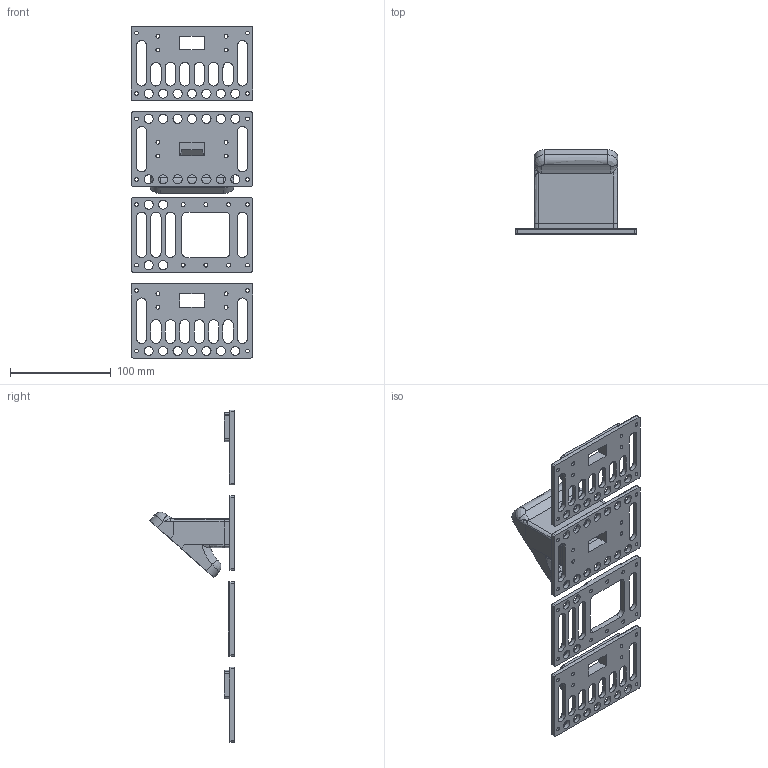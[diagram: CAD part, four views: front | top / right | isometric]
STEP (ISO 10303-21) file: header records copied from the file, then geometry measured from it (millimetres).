
FILE_DESCRIPTION(/* description */ (''),/* implementation_level */ '2;1');
FILE_NAME(/* name */ 'SideCovers.step',/* time_stamp */ '2019-06-21T14:53:51+02:00',/* author */ (''),/* organization */ (''),/* preprocessor_version */ 'ST-DEVELOPER v18',/* originating_system */ 'Autodesk Translation Framework v8.2.0.1029',/* authorisation */ '');
FILE_SCHEMA (('AUTOMOTIVE_DESIGN { 1 0 10303 214 3 1 1 }'));
Length unit declared in the file: millimetre
Products named in the file (6): SideCovers; SideCoverForPowerSocket; SideCoverForGLCDHolder; GLCD_Holder; GLCD_SideCover; SideCoverForGLCDHolderLow
Assembly tree (6 placements, depth 3):
  SideCovers
    SideCoverForGLCDHolderLow  x2
    SideCoverForPowerSocket
    SideCoverForGLCDHolder
      GLCD_Holder
      GLCD_SideCover
Bounding box: 120 x 83.51 x 329 mm (x, y, z)
Volume: 291514.8 mm3; surface area: 109085.7 mm2
Topology: 5 solids, 5 shells, 513 faces, 1396 edges, 904 vertices
Faces by surface type: cylinder 223, plane 164, torus 76, bspline 50
Full cylindrical faces by diameter (mm): 3.6 x16, 3.8 x26, 7.2 x4, 9 x32
Entity records: 14913 total; most frequent: CARTESIAN_POINT 4508, DIRECTION 2148, ORIENTED_EDGE 2120, EDGE_CURVE 1060, AXIS2_PLACEMENT_3D 827, VERTEX_POINT 688, EDGE_LOOP 546, LINE 494
